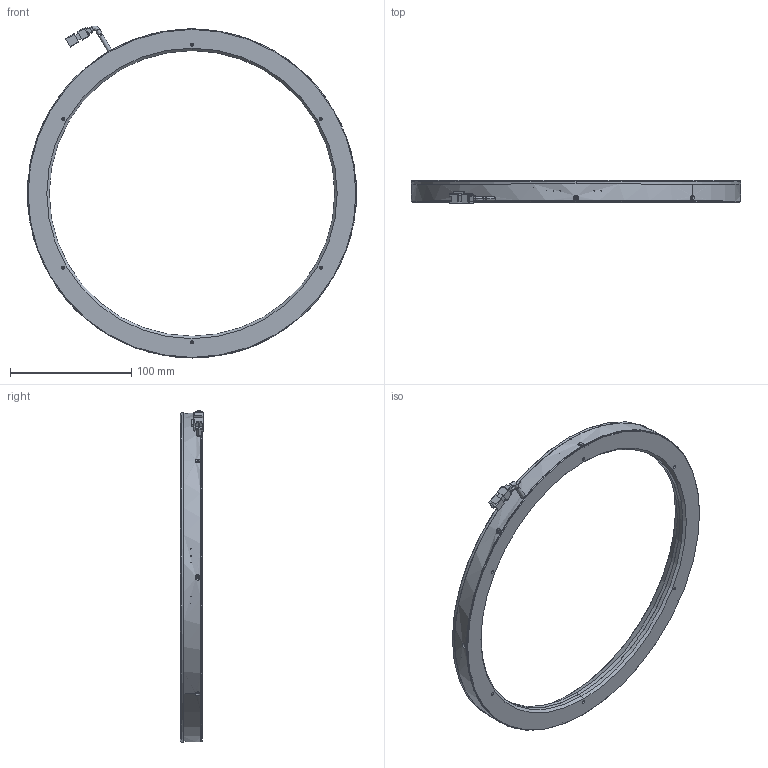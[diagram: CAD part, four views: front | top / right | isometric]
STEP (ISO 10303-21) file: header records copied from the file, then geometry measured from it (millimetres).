
FILE_DESCRIPTION (( 'STEP AP214' ), '1' );
FILE_NAME ('660030-B.STEP', '2019-04-02T08:01:26', ( 'user' ), ( '微软中国' ), 'SwSTEP 2.0', 'SolidWorks 2016', '' );
FILE_SCHEMA (( 'AUTOMOTIVE_DESIGN' ));
Length unit declared in the file: millimetre
Products named in the file (1): 660030-B
Bounding box: 272 x 19.24 x 274.35 mm (x, y, z)
Volume: 168197.3 mm3; surface area: 140449.8 mm2
Topology: 156 solids, 156 shells, 2958 faces, 7164 edges, 4653 vertices
Faces by surface type: plane 1895, cylinder 793, bspline 163, cone 107
Entity records: 122778 total; most frequent: CARTESIAN_POINT 19800, DIRECTION 14201, ORIENTED_EDGE 13654, EDGE_CURVE 6827, AXIS2_PLACEMENT_3D 4758, VECTOR 4685, LINE 4685, VERTEX_POINT 4653
